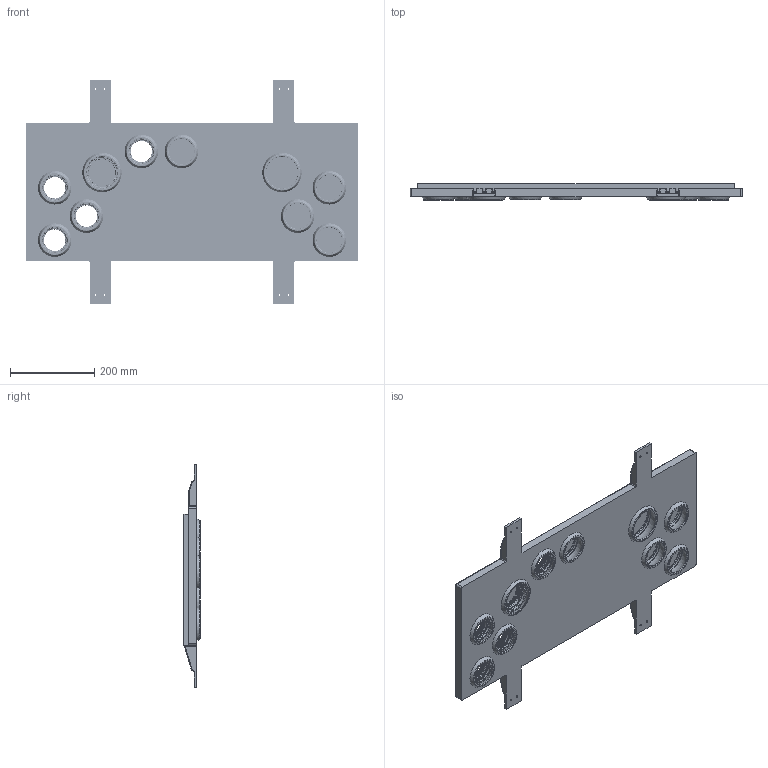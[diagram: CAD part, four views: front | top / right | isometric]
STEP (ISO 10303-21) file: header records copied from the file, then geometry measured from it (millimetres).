
FILE_DESCRIPTION (( 'STEP AP203' ), '1' );
FILE_NAME ('3D-bestand_804700002-MKP-aansluitingen-rechts.STEP', '2020-09-17T08:09:37', ( '' ), ( '' ), 'SwSTEP 2.0', 'SolidWorks 2012', '' );
FILE_SCHEMA (( 'CONFIG_CONTROL_DESIGN' ));
Products named in the file (1): 3D-bestand_804700002-MKP-aansluitingen-rechts
Bounding box: 786 x 38 x 528 mm (x, y, z)
Volume: 6497898.1 mm3; surface area: 879197 mm2
Topology: 1 solids, 1 shells, 5686 faces, 13415 edges, 8427 vertices
Faces by surface type: plane 2299, cone 1119, cylinder 1044, bspline 882, torus 226, sphere 116
Full cylindrical faces by diameter (mm): 2.9 x1, 4 x8, 5 x1, 6 x1, 6.5 x1, 10 x2, 15 x10, 55 x4, 60.5 x8, 65 x1, 76 x2, 79.474 x8, 93.38 x2
Entity records: 200234 total; most frequent: CARTESIAN_POINT 78243, ORIENTED_EDGE 25768, DIRECTION 24053, EDGE_CURVE 12884, AXIS2_PLACEMENT_3D 9798, VERTEX_POINT 8192, EDGE_LOOP 6754, FACE_OUTER_BOUND 5765
